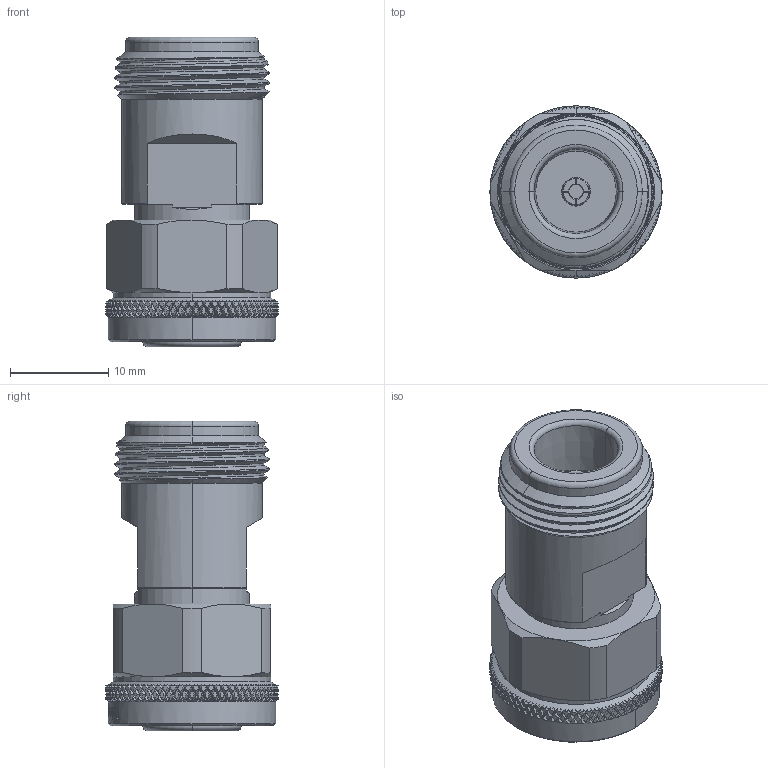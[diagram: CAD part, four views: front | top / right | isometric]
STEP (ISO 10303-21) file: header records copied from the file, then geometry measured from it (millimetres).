
FILE_DESCRIPTION (( 'STEP AP214' ), '1' );
FILE_NAME ('J01027A0032.STEP', '2018-08-02T09:50:07', ( '' ), ( '' ), 'SwSTEP 2.0', 'SolidWorks 2017', '' );
FILE_SCHEMA (( 'AUTOMOTIVE_DESIGN' ));
Length unit declared in the file: millimetre
Products named in the file (1): J01027A0032
Bounding box: 17.5 x 17.5 x 31.5 mm (x, y, z)
Volume: 4870.2 mm3; surface area: 2846.4 mm2
Topology: 1 solids, 2 shells, 1496 faces, 3374 edges, 1906 vertices
Faces by surface type: plane 1002, cylinder 272, cone 117, bspline 90, torus 15
Entity records: 64794 total; most frequent: CARTESIAN_POINT 19260, ORIENTED_EDGE 6748, DIRECTION 5148, EDGE_CURVE 3374, VERTEX_POINT 1906, AXIS2_PLACEMENT_3D 1869, EDGE_LOOP 1520, FACE_OUTER_BOUND 1496
